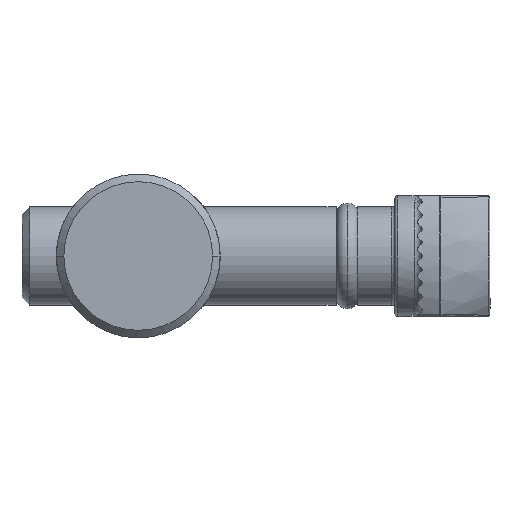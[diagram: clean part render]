
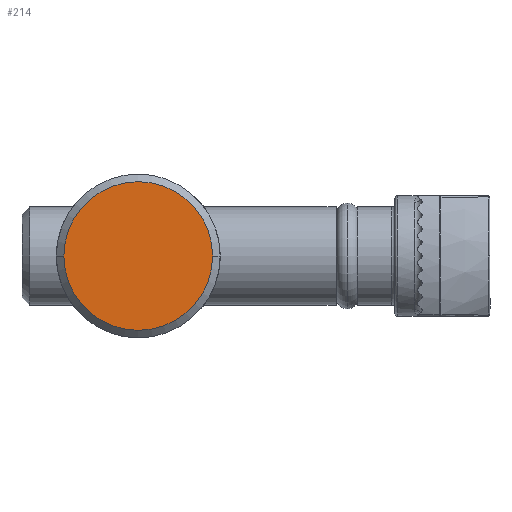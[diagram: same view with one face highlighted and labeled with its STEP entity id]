
A CAD part, front view. The second image highlights one B-rep face of the part: STEP entity #214.
In plain terms, the highlighted planar face has unit normal (0, -1, 0).
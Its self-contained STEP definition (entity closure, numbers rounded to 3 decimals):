
#214 = ADVANCED_FACE ( 'NONE', ( #231 ), #3420, .T. ) ;
#231 = FACE_OUTER_BOUND ( 'NONE', #9694, .T. ) ;
#611 = CARTESIAN_POINT ( 'NONE',  ( -4.925, -6., 0. ) ) ;
#1668 = EDGE_CURVE ( 'NONE', #14190, #3816, #10616, .T. ) ;
#2354 = CARTESIAN_POINT ( 'NONE',  ( 0., -6., 0. ) ) ;
#2899 = ORIENTED_EDGE ( 'NONE', *, *, #3419, .F. ) ;
#3419 = EDGE_CURVE ( 'NONE', #3816, #14190, #10440, .T. ) ;
#3420 = PLANE ( 'NONE',  #8255 ) ;
#3565 = AXIS2_PLACEMENT_3D ( 'NONE', #7651, #10012, #9744 ) ;
#3816 = VERTEX_POINT ( 'NONE', #7718 ) ;
#4535 = DIRECTION ( 'NONE',  ( -1., 0., 0. ) ) ;
#7651 = CARTESIAN_POINT ( 'NONE',  ( 0., -6., 0. ) ) ;
#7718 = CARTESIAN_POINT ( 'NONE',  ( 4.925, -6., 0. ) ) ;
#7880 = AXIS2_PLACEMENT_3D ( 'NONE', #2354, #10852, #4535 ) ;
#8255 = AXIS2_PLACEMENT_3D ( 'NONE', #13307, #12031, #12169 ) ;
#9694 = EDGE_LOOP ( 'NONE', ( #13499, #2899 ) ) ;
#9744 = DIRECTION ( 'NONE',  ( -1., 0., 0. ) ) ;
#10012 = DIRECTION ( 'NONE',  ( 0., 1., 0. ) ) ;
#10440 = CIRCLE ( 'NONE', #3565, 4.925 ) ;
#10616 = CIRCLE ( 'NONE', #7880, 4.925 ) ;
#10852 = DIRECTION ( 'NONE',  ( 0., 1., 0. ) ) ;
#12031 = DIRECTION ( 'NONE',  ( 0., -1., 0. ) ) ;
#12169 = DIRECTION ( 'NONE',  ( 1., 0., 0. ) ) ;
#13307 = CARTESIAN_POINT ( 'NONE',  ( 0., -6., 0. ) ) ;
#13499 = ORIENTED_EDGE ( 'NONE', *, *, #1668, .F. ) ;
#14190 = VERTEX_POINT ( 'NONE', #611 ) ;
